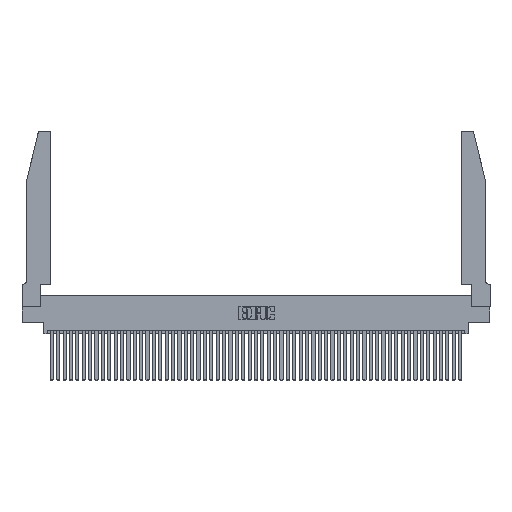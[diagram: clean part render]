
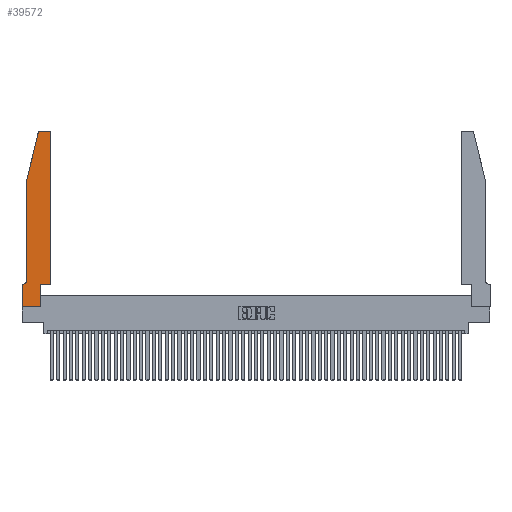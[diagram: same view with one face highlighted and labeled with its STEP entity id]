
A CAD part, top view. The second image highlights one B-rep face of the part: STEP entity #39572.
In plain terms, the highlighted planar face has unit normal (0, 0, 1).
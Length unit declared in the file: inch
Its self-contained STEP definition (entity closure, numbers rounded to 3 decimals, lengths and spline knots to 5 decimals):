
#29 = CARTESIAN_POINT ( 'NONE',  ( 0.4505, 0.35, 0.37 ) ) ;
#122 = FACE_OUTER_BOUND ( 'NONE', #33831, .T. ) ;
#474 = CARTESIAN_POINT ( 'NONE',  ( 0.4505, 2.72, 0.37 ) ) ;
#1558 = VERTEX_POINT ( 'NONE', #51028 ) ;
#1709 = EDGE_CURVE ( 'NONE', #23377, #1558, #23336, .T. ) ;
#2276 = LINE ( 'NONE', #10014, #22868 ) ;
#2620 = DIRECTION ( 'NONE',  ( 0., -1., 0. ) ) ;
#2838 = LINE ( 'NONE', #6194, #11231 ) ;
#2976 = CARTESIAN_POINT ( 'NONE',  ( 0.0055, 0.35, 0.37 ) ) ;
#3542 = VERTEX_POINT ( 'NONE', #12084 ) ;
#3553 = DIRECTION ( 'NONE',  ( 1., 0., 0. ) ) ;
#3978 = CARTESIAN_POINT ( 'NONE',  ( 0.4505, 0.35, 0.37 ) ) ;
#4279 = CARTESIAN_POINT ( 'NONE',  ( 0.2865, 0.35, 0.37 ) ) ;
#4575 = EDGE_CURVE ( 'NONE', #31283, #21164, #11567, .T. ) ;
#5403 = CARTESIAN_POINT ( 'NONE',  ( 0.0755, 2., 0.37 ) ) ;
#6194 = CARTESIAN_POINT ( 'NONE',  ( 0.2865, 0.35, 0.37 ) ) ;
#6255 = AXIS2_PLACEMENT_3D ( 'NONE', #22600, #50743, #26716 ) ;
#6989 = VERTEX_POINT ( 'NONE', #27622 ) ;
#7931 = CARTESIAN_POINT ( 'NONE',  ( 0.4205, 2.72, 0.37 ) ) ;
#8596 = VERTEX_POINT ( 'NONE', #474 ) ;
#9230 = ORIENTED_EDGE ( 'NONE', *, *, #22138, .T. ) ;
#9677 = DIRECTION ( 'NONE',  ( -1., 0., 0. ) ) ;
#10014 = CARTESIAN_POINT ( 'NONE',  ( 0., 0., 0.37 ) ) ;
#10574 = CIRCLE ( 'NONE', #16383, 0.03 ) ;
#11114 = CARTESIAN_POINT ( 'NONE',  ( 0., 0., 0.37 ) ) ;
#11231 = VECTOR ( 'NONE', #38780, 39.37008 ) ;
#11490 = LINE ( 'NONE', #17784, #21148 ) ;
#11567 = CIRCLE ( 'NONE', #6255, 0.03 ) ;
#11669 = CARTESIAN_POINT ( 'NONE',  ( 0., 0.35, 0.37 ) ) ;
#12059 = DIRECTION ( 'NONE',  ( 1., 0., 0. ) ) ;
#12084 = CARTESIAN_POINT ( 'NONE',  ( 0., 0., 0.37 ) ) ;
#12990 = DIRECTION ( 'NONE',  ( 0., 0., -1. ) ) ;
#13038 = CARTESIAN_POINT ( 'NONE',  ( 0.2605, 2.75, 0.37 ) ) ;
#13209 = EDGE_CURVE ( 'NONE', #21164, #33486, #22064, .T. ) ;
#14718 = CARTESIAN_POINT ( 'NONE',  ( 0.0755, 0.42, 0.37 ) ) ;
#14954 = ORIENTED_EDGE ( 'NONE', *, *, #44363, .T. ) ;
#16383 = AXIS2_PLACEMENT_3D ( 'NONE', #7931, #36460, #12059 ) ;
#16896 = AXIS2_PLACEMENT_3D ( 'NONE', #11669, #28175, #3553 ) ;
#17209 = DIRECTION ( 'NONE',  ( -1., 0., 0. ) ) ;
#17295 = VERTEX_POINT ( 'NONE', #2976 ) ;
#17784 = CARTESIAN_POINT ( 'NONE',  ( 0.0755, 0.35, 0.37 ) ) ;
#18478 = DIRECTION ( 'NONE',  ( 0., -1., 0. ) ) ;
#19134 = ORIENTED_EDGE ( 'NONE', *, *, #4575, .T. ) ;
#19238 = VECTOR ( 'NONE', #23309, 39.37008 ) ;
#19302 = ORIENTED_EDGE ( 'NONE', *, *, #1709, .T. ) ;
#19308 = EDGE_CURVE ( 'NONE', #3542, #34142, #42005, .T. ) ;
#21148 = VECTOR ( 'NONE', #9677, 39.37008 ) ;
#21164 = VERTEX_POINT ( 'NONE', #23155 ) ;
#21337 = CARTESIAN_POINT ( 'NONE',  ( 0.2865, 0., 0.37 ) ) ;
#21684 = EDGE_CURVE ( 'NONE', #29034, #3542, #2276, .T. ) ;
#22064 = LINE ( 'NONE', #46321, #51633 ) ;
#22138 = EDGE_CURVE ( 'NONE', #41303, #17295, #34889, .T. ) ;
#22373 = EDGE_CURVE ( 'NONE', #34142, #23377, #2838, .T. ) ;
#22600 = CARTESIAN_POINT ( 'NONE',  ( 0.284, 2.72, 0.37 ) ) ;
#22669 = EDGE_CURVE ( 'NONE', #8596, #6989, #10574, .T. ) ;
#22868 = VECTOR ( 'NONE', #18478, 39.37008 ) ;
#23155 = CARTESIAN_POINT ( 'NONE',  ( 0.25487, 2.72718, 0.37 ) ) ;
#23309 = DIRECTION ( 'NONE',  ( 1., 0., 0. ) ) ;
#23336 = LINE ( 'NONE', #3978, #44799 ) ;
#23377 = VERTEX_POINT ( 'NONE', #4279 ) ;
#23781 = VECTOR ( 'NONE', #17209, 39.37008 ) ;
#24313 = CARTESIAN_POINT ( 'NONE',  ( 0.284, 2.75, 0.37 ) ) ;
#25166 = LINE ( 'NONE', #51262, #45324 ) ;
#25451 = ORIENTED_EDGE ( 'NONE', *, *, #21684, .T. ) ;
#26003 = VECTOR ( 'NONE', #48768, 39.37008 ) ;
#26305 = DIRECTION ( 'NONE',  ( -0.239, -0.971, 0. ) ) ;
#26716 = DIRECTION ( 'NONE',  ( 1., 0., 0. ) ) ;
#27622 = CARTESIAN_POINT ( 'NONE',  ( 0.4205, 2.75, 0.37 ) ) ;
#28175 = DIRECTION ( 'NONE',  ( 0., 0., 1. ) ) ;
#29034 = VERTEX_POINT ( 'NONE', #39016 ) ;
#30963 = ORIENTED_EDGE ( 'NONE', *, *, #13209, .T. ) ;
#31283 = VERTEX_POINT ( 'NONE', #24313 ) ;
#33137 = ORIENTED_EDGE ( 'NONE', *, *, #22669, .T. ) ;
#33486 = VERTEX_POINT ( 'NONE', #5403 ) ;
#33831 = EDGE_LOOP ( 'NONE', ( #51902, #19134, #30963, #36067, #9230, #48377, #25451, #45404, #47913, #19302, #14954, #33137 ) ) ;
#34142 = VERTEX_POINT ( 'NONE', #21337 ) ;
#34595 = LINE ( 'NONE', #13038, #23781 ) ;
#34889 = CIRCLE ( 'NONE', #42839, 0.07 ) ;
#36067 = ORIENTED_EDGE ( 'NONE', *, *, #45922, .T. ) ;
#36460 = DIRECTION ( 'NONE',  ( 0., 0., 1. ) ) ;
#36655 = DIRECTION ( 'NONE',  ( 1., 0., 0. ) ) ;
#37384 = CARTESIAN_POINT ( 'NONE',  ( 0.0055, 0.42, 0.37 ) ) ;
#38780 = DIRECTION ( 'NONE',  ( 0., 1., 0. ) ) ;
#39016 = CARTESIAN_POINT ( 'NONE',  ( 0., 0.35, 0.37 ) ) ;
#39572 = ADVANCED_FACE ( 'NONE', ( #122 ), #40088, .T. ) ;
#40088 = PLANE ( 'NONE',  #16896 ) ;
#41303 = VERTEX_POINT ( 'NONE', #14718 ) ;
#41396 = DIRECTION ( 'NONE',  ( -1., 0., 0. ) ) ;
#41751 = EDGE_CURVE ( 'NONE', #6989, #31283, #34595, .T. ) ;
#42005 = LINE ( 'NONE', #11114, #19238 ) ;
#42839 = AXIS2_PLACEMENT_3D ( 'NONE', #37384, #12990, #41396 ) ;
#44363 = EDGE_CURVE ( 'NONE', #1558, #8596, #47361, .T. ) ;
#44799 = VECTOR ( 'NONE', #36655, 39.37008 ) ;
#45324 = VECTOR ( 'NONE', #2620, 39.37008 ) ;
#45404 = ORIENTED_EDGE ( 'NONE', *, *, #19308, .T. ) ;
#45922 = EDGE_CURVE ( 'NONE', #33486, #41303, #25166, .T. ) ;
#46321 = CARTESIAN_POINT ( 'NONE',  ( 0.0755, 2., 0.37 ) ) ;
#47361 = LINE ( 'NONE', #29, #26003 ) ;
#47913 = ORIENTED_EDGE ( 'NONE', *, *, #22373, .T. ) ;
#48377 = ORIENTED_EDGE ( 'NONE', *, *, #48415, .T. ) ;
#48415 = EDGE_CURVE ( 'NONE', #17295, #29034, #11490, .T. ) ;
#48768 = DIRECTION ( 'NONE',  ( 0., 1., 0. ) ) ;
#50743 = DIRECTION ( 'NONE',  ( 0., 0., 1. ) ) ;
#51028 = CARTESIAN_POINT ( 'NONE',  ( 0.4505, 0.35, 0.37 ) ) ;
#51262 = CARTESIAN_POINT ( 'NONE',  ( 0.0755, 2., 0.37 ) ) ;
#51633 = VECTOR ( 'NONE', #26305, 39.37008 ) ;
#51902 = ORIENTED_EDGE ( 'NONE', *, *, #41751, .T. ) ;
